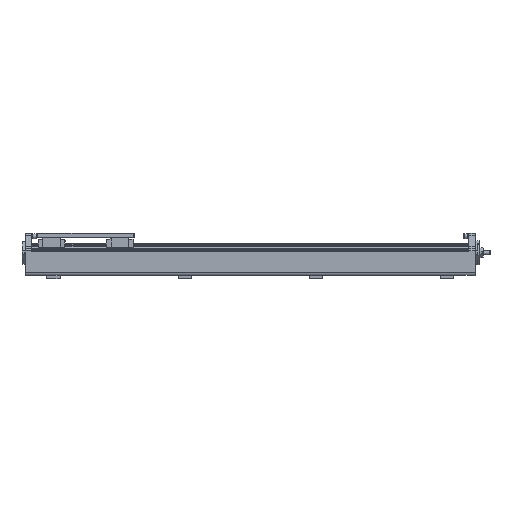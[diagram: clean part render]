
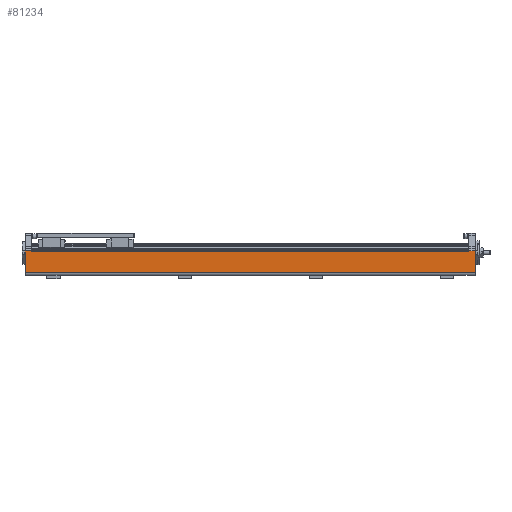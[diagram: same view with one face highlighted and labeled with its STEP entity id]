
A CAD part, left-side view. The second image highlights one B-rep face of the part: STEP entity #81234.
In plain terms, the highlighted planar face has unit normal (-1, 0, 0).
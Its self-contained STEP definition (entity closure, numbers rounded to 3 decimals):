
#4007=CARTESIAN_POINT('',(31.994,-15.,90.532));
#4008=VERTEX_POINT('',#4007);
#4015=CARTESIAN_POINT('',(31.994,-15.,40.532));
#4016=VERTEX_POINT('',#4015);
#4017=CARTESIAN_POINT('',(31.994,-15.,40.532));
#4018=DIRECTION('',(0.0,0.0,1.0));
#4019=VECTOR('',#4018,50.);
#4020=LINE('',#4017,#4019);
#4021=EDGE_CURVE('',#4016,#4008,#4020,.T.);
#5663=CARTESIAN_POINT('',(31.994,1015.,90.532));
#5664=VERTEX_POINT('',#5663);
#5780=CARTESIAN_POINT('',(31.994,1015.,40.532));
#5781=VERTEX_POINT('',#5780);
#5789=CARTESIAN_POINT('',(31.994,1015.,90.532));
#5790=DIRECTION('',(0.0,0.0,-1.0));
#5791=VECTOR('',#5790,50.);
#5792=LINE('',#5789,#5791);
#5793=EDGE_CURVE('',#5664,#5781,#5792,.T.);
#6358=CARTESIAN_POINT('',(31.994,0.,89.732));
#6359=VERTEX_POINT('',#6358);
#6369=CARTESIAN_POINT('',(31.994,0.,90.532));
#6370=VERTEX_POINT('',#6369);
#6371=CARTESIAN_POINT('',(31.994,0.,90.532));
#6372=DIRECTION('',(0.,0.,-1.0));
#6373=VECTOR('',#6372,0.8);
#6374=LINE('',#6371,#6373);
#6375=EDGE_CURVE('',#6370,#6359,#6374,.T.);
#73301=CARTESIAN_POINT('',(31.994,1000.,89.732));
#73302=VERTEX_POINT('',#73301);
#73310=CARTESIAN_POINT('',(31.994,1000.,90.532));
#73311=VERTEX_POINT('',#73310);
#73318=CARTESIAN_POINT('',(31.994,1000.,89.732));
#73319=DIRECTION('',(0.,0.0,1.0));
#73320=VECTOR('',#73319,0.8);
#73321=LINE('',#73318,#73320);
#73322=EDGE_CURVE('',#73302,#73311,#73321,.T.);
#79729=CARTESIAN_POINT('',(31.994,0.,90.532));
#79730=DIRECTION('',(0.0,-1.0,0.0));
#79731=VECTOR('',#79730,15.);
#79732=LINE('',#79729,#79731);
#79733=EDGE_CURVE('',#6370,#4008,#79732,.T.);
#79754=CARTESIAN_POINT('',(31.994,1015.,90.532));
#79755=DIRECTION('',(0.0,-1.0,0.0));
#79756=VECTOR('',#79755,15.0);
#79757=LINE('',#79754,#79756);
#79758=EDGE_CURVE('',#5664,#73311,#79757,.T.);
#79788=CARTESIAN_POINT('',(31.994,1000.,89.732));
#79789=DIRECTION('',(0.0,-1.0,0.0));
#79790=VECTOR('',#79789,1000.0);
#79791=LINE('',#79788,#79790);
#79792=EDGE_CURVE('',#73302,#6359,#79791,.T.);
#81214=CARTESIAN_POINT('',(31.994,1002.5,34.532));
#81215=DIRECTION('',(-1.0,0.0,0.0));
#81216=DIRECTION('',(0.0,-1.0,0.0));
#81217=AXIS2_PLACEMENT_3D('',#81214,#81215,#81216);
#81218=PLANE('',#81217);
#81219=CARTESIAN_POINT('',(31.994,-15.,40.532));
#81220=DIRECTION('',(0.0,1.0,0.0));
#81221=VECTOR('',#81220,1030.);
#81222=LINE('',#81219,#81221);
#81223=EDGE_CURVE('',#4016,#5781,#81222,.T.);
#81224=ORIENTED_EDGE('',*,*,#81223,.F.);
#81225=ORIENTED_EDGE('',*,*,#4021,.T.);
#81226=ORIENTED_EDGE('',*,*,#79733,.F.);
#81227=ORIENTED_EDGE('',*,*,#6375,.T.);
#81228=ORIENTED_EDGE('',*,*,#79792,.F.);
#81229=ORIENTED_EDGE('',*,*,#73322,.T.);
#81230=ORIENTED_EDGE('',*,*,#79758,.F.);
#81231=ORIENTED_EDGE('',*,*,#5793,.T.);
#81232=EDGE_LOOP('',(#81224,#81225,#81226,#81227,#81228,#81229,#81230,#81231));
#81233=FACE_OUTER_BOUND('',#81232,.T.);
#81234=ADVANCED_FACE('',(#81233),#81218,.T.);
